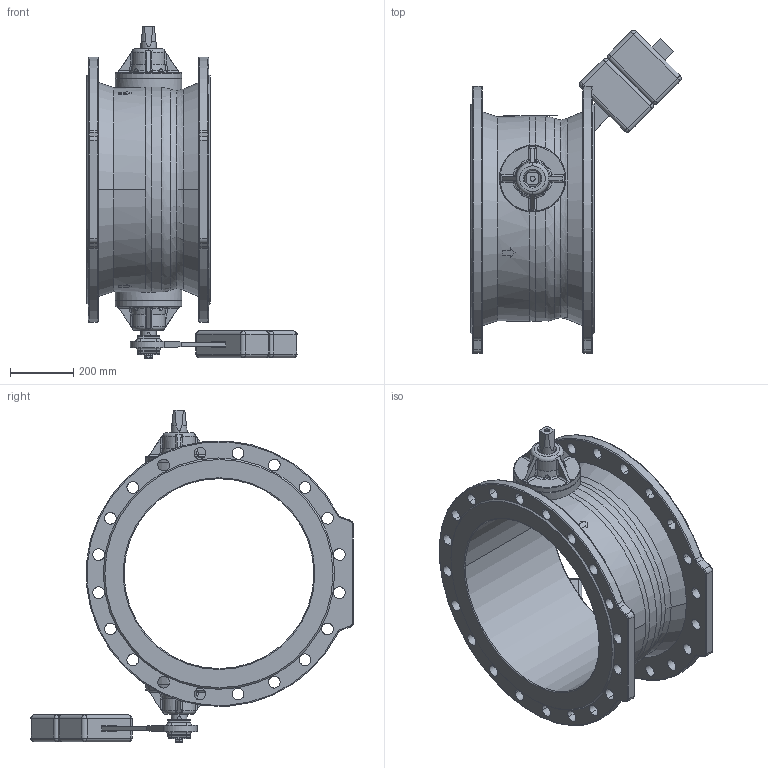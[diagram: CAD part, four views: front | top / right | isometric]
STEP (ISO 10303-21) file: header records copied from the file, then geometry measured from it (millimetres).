
FILE_DESCRIPTION((''),'2;1');
FILE_NAME('0D166022_ASM','2008-07-02T',('bsiewert'),(''),'PRO/ENGINEER BY PARAMETRIC TECHNOLOGY CORPORATION, 2005310','PRO/ENGINEER BY PARAMETRIC TECHNOLOGY CORPORATION, 2005310','');
FILE_SCHEMA(('AUTOMOTIVE_DESIGN_CC2 { 1 2 10303 214 -1 1 5 2 }'));
Length unit declared in the file: millimetre
Products named in the file (7): 0D166018; 0D166019; 0D166020; 0D166021; N38_580_SCHEIBE_17; D933_M16X35; 0D166022_ASM
Assembly tree (8 placements, depth 2):
  0D166022_ASM
    0D166018
    0D166019  x2
    0D166020
    0D166021  x2
    N38_580_SCHEIBE_17
    D933_M16X35
Bounding box: 664.45 x 1020.45 x 1049 mm (x, y, z)
Volume: 43055004.9 mm3; surface area: 3313838.9 mm2
Topology: 41 solids, 42 shells, 1293 faces, 3315 edges, 2122 vertices
Faces by surface type: plane 785, cylinder 236, bspline 98, torus 88, cone 54, sphere 32
Entity records: 45951 total; most frequent: CARTESIAN_POINT 8649, ORIENTED_EDGE 5870, DIRECTION 5474, EDGE_CURVE 2937, PRESENTATION_STYLE_ASSIGNMENT 2830, STYLED_ITEM 2813, CURVE_STYLE 2775, VECTOR 2166
